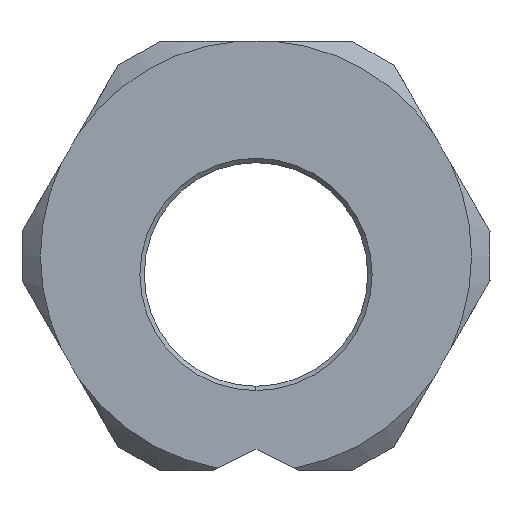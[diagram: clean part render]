
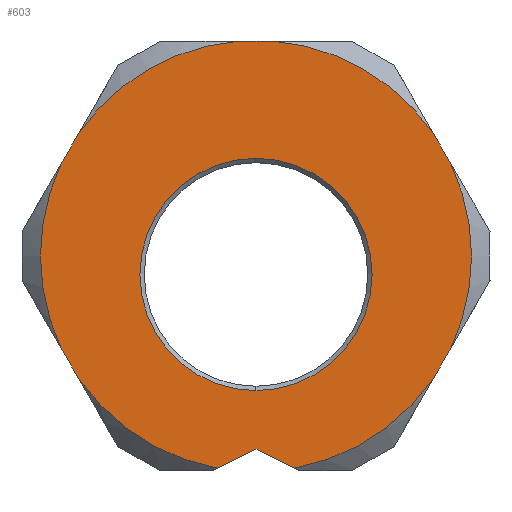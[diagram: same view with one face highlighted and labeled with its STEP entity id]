
A CAD part, front view. The second image highlights one B-rep face of the part: STEP entity #603.
In plain terms, the highlighted planar face has unit normal (0, -1, 0).
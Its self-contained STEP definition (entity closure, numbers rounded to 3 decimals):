
#7 = VERTEX_POINT ( 'NONE', #24 ) ;
#24 = CARTESIAN_POINT ( 'NONE',  ( 0., 0., 2.25 ) ) ;
#32 = EDGE_CURVE ( 'NONE', #1342, #1104, #451, .T. ) ;
#70 = DIRECTION ( 'NONE',  ( 0., 1., 0. ) ) ;
#74 = ORIENTED_EDGE ( 'NONE', *, *, #732, .F. ) ;
#90 = DIRECTION ( 'NONE',  ( 0., 0., 1. ) ) ;
#92 = LINE ( 'NONE', #502, #1033 ) ;
#97 = CARTESIAN_POINT ( 'NONE',  ( -4.089, 0., -2.817 ) ) ;
#110 = VERTEX_POINT ( 'NONE', #1219 ) ;
#118 = DIRECTION ( 'NONE',  ( 0.894, 0., -0.447 ) ) ;
#126 = CIRCLE ( 'NONE', #1245, 4.966 ) ;
#128 = CARTESIAN_POINT ( 'NONE',  ( 0., 0., -0.425 ) ) ;
#163 = VERTEX_POINT ( 'NONE', #1022 ) ;
#165 = CARTESIAN_POINT ( 'NONE',  ( 0., 0., -3.1 ) ) ;
#168 = ORIENTED_EDGE ( 'NONE', *, *, #1287, .F. ) ;
#171 = FACE_OUTER_BOUND ( 'NONE', #1306, .T. ) ;
#173 = AXIS2_PLACEMENT_3D ( 'NONE', #1046, #229, #425 ) ;
#192 = CARTESIAN_POINT ( 'NONE',  ( 0., 0., 0. ) ) ;
#193 = VERTEX_POINT ( 'NONE', #339 ) ;
#196 = AXIS2_PLACEMENT_3D ( 'NONE', #327, #1347, #90 ) ;
#197 = LINE ( 'NONE', #1167, #1212 ) ;
#209 = LINE ( 'NONE', #859, #1142 ) ;
#223 = ORIENTED_EDGE ( 'NONE', *, *, #964, .F. ) ;
#228 = DIRECTION ( 'NONE',  ( 0., 1., 0. ) ) ;
#229 = DIRECTION ( 'NONE',  ( 0., 1., 0. ) ) ;
#239 = AXIS2_PLACEMENT_3D ( 'NONE', #192, #1121, #615 ) ;
#244 = EDGE_CURVE ( 'NONE', #110, #1342, #526, .T. ) ;
#247 = CARTESIAN_POINT ( 'NONE',  ( -2.858, 0., 4.95 ) ) ;
#254 = CARTESIAN_POINT ( 'NONE',  ( 0.876, 0., -4.888 ) ) ;
#256 = DIRECTION ( 'NONE',  ( 0., 1., 0. ) ) ;
#265 = DIRECTION ( 'NONE',  ( -0.5, 0., -0.866 ) ) ;
#267 = ORIENTED_EDGE ( 'NONE', *, *, #1307, .T. ) ;
#297 = DIRECTION ( 'NONE',  ( 0.5, 0., 0.866 ) ) ;
#301 = CIRCLE ( 'NONE', #1052, 4.966 ) ;
#322 = EDGE_LOOP ( 'NONE', ( #690, #267 ) ) ;
#327 = CARTESIAN_POINT ( 'NONE',  ( 0., 0., 0. ) ) ;
#339 = CARTESIAN_POINT ( 'NONE',  ( 4.485, 0., 2.133 ) ) ;
#358 = CARTESIAN_POINT ( 'NONE',  ( -2.858, 0., -4.95 ) ) ;
#395 = VECTOR ( 'NONE', #265, 1000. ) ;
#396 = CIRCLE ( 'NONE', #1127, 4.966 ) ;
#410 = VECTOR ( 'NONE', #561, 1000. ) ;
#425 = DIRECTION ( 'NONE',  ( 0., 0., 1. ) ) ;
#432 = LINE ( 'NONE', #1061, #1233 ) ;
#445 = EDGE_CURVE ( 'NONE', #1122, #163, #784, .T. ) ;
#451 = LINE ( 'NONE', #247, #410 ) ;
#452 = DIRECTION ( 'NONE',  ( -0.5, 0., 0.866 ) ) ;
#476 = CARTESIAN_POINT ( 'NONE',  ( 5.716, 0., 0. ) ) ;
#497 = EDGE_CURVE ( 'NONE', #991, #110, #92, .T. ) ;
#502 = CARTESIAN_POINT ( 'NONE',  ( -5.716, 0., 0. ) ) ;
#526 = CIRCLE ( 'NONE', #173, 4.966 ) ;
#561 = DIRECTION ( 'NONE',  ( 1., 0., 0. ) ) ;
#562 = CARTESIAN_POINT ( 'NONE',  ( 0., 0., -4.45 ) ) ;
#573 = EDGE_CURVE ( 'NONE', #193, #1122, #301, .T. ) ;
#601 = ORIENTED_EDGE ( 'NONE', *, *, #1123, .F. ) ;
#603 = ADVANCED_FACE ( 'NONE', ( #719, #171 ), #1136, .F. ) ;
#615 = DIRECTION ( 'NONE',  ( 0., 0., 1. ) ) ;
#621 = CARTESIAN_POINT ( 'NONE',  ( -4.485, 0., -2.133 ) ) ;
#631 = CARTESIAN_POINT ( 'NONE',  ( -4.485, 0., 2.133 ) ) ;
#646 = EDGE_CURVE ( 'NONE', #1209, #7, #855, .T. ) ;
#661 = CIRCLE ( 'NONE', #196, 4.966 ) ;
#663 = CIRCLE ( 'NONE', #750, 2.675 ) ;
#672 = CARTESIAN_POINT ( 'NONE',  ( 0., 0., 0. ) ) ;
#680 = DIRECTION ( 'NONE',  ( 0., 0., 1. ) ) ;
#684 = LINE ( 'NONE', #358, #1105 ) ;
#686 = ORIENTED_EDGE ( 'NONE', *, *, #445, .F. ) ;
#690 = ORIENTED_EDGE ( 'NONE', *, *, #646, .T. ) ;
#719 = FACE_BOUND ( 'NONE', #322, .T. ) ;
#727 = VERTEX_POINT ( 'NONE', #97 ) ;
#732 = EDGE_CURVE ( 'NONE', #1244, #991, #970, .T. ) ;
#750 = AXIS2_PLACEMENT_3D ( 'NONE', #1156, #753, #1163 ) ;
#753 = DIRECTION ( 'NONE',  ( 0., 1., 0. ) ) ;
#768 = AXIS2_PLACEMENT_3D ( 'NONE', #1169, #228, #1070 ) ;
#774 = EDGE_CURVE ( 'NONE', #163, #1166, #126, .T. ) ;
#784 = LINE ( 'NONE', #476, #395 ) ;
#785 = ORIENTED_EDGE ( 'NONE', *, *, #961, .T. ) ;
#795 = ORIENTED_EDGE ( 'NONE', *, *, #972, .T. ) ;
#810 = DIRECTION ( 'NONE',  ( 0., 0., 1. ) ) ;
#819 = ORIENTED_EDGE ( 'NONE', *, *, #32, .F. ) ;
#836 = DIRECTION ( 'NONE',  ( 0., 1., 0. ) ) ;
#849 = ORIENTED_EDGE ( 'NONE', *, *, #244, .F. ) ;
#850 = CARTESIAN_POINT ( 'NONE',  ( 0., 0., 0. ) ) ;
#854 = VERTEX_POINT ( 'NONE', #1024 ) ;
#855 = CIRCLE ( 'NONE', #1162, 2.675 ) ;
#859 = CARTESIAN_POINT ( 'NONE',  ( -1.78, 0., -3.56 ) ) ;
#866 = CARTESIAN_POINT ( 'NONE',  ( 4.485, 0., -2.133 ) ) ;
#908 = ORIENTED_EDGE ( 'NONE', *, *, #573, .F. ) ;
#952 = CARTESIAN_POINT ( 'NONE',  ( -0.395, 0., 4.95 ) ) ;
#961 = EDGE_CURVE ( 'NONE', #1109, #1166, #209, .T. ) ;
#964 = EDGE_CURVE ( 'NONE', #1104, #854, #396, .T. ) ;
#970 = CIRCLE ( 'NONE', #768, 4.966 ) ;
#972 = EDGE_CURVE ( 'NONE', #1118, #1109, #197, .T. ) ;
#980 = CARTESIAN_POINT ( 'NONE',  ( 0.395, 0., 4.95 ) ) ;
#991 = VERTEX_POINT ( 'NONE', #631 ) ;
#997 = EDGE_CURVE ( 'NONE', #1118, #727, #661, .T. ) ;
#1022 = CARTESIAN_POINT ( 'NONE',  ( 4.089, 0., -2.817 ) ) ;
#1024 = CARTESIAN_POINT ( 'NONE',  ( 4.089, 0., 2.817 ) ) ;
#1033 = VECTOR ( 'NONE', #297, 1000. ) ;
#1046 = CARTESIAN_POINT ( 'NONE',  ( 0., 0., 0. ) ) ;
#1052 = AXIS2_PLACEMENT_3D ( 'NONE', #1339, #70, #810 ) ;
#1060 = DIRECTION ( 'NONE',  ( 0., 0., 1. ) ) ;
#1061 = CARTESIAN_POINT ( 'NONE',  ( 2.858, 0., 4.95 ) ) ;
#1069 = DIRECTION ( 'NONE',  ( 0.5, 0., -0.866 ) ) ;
#1070 = DIRECTION ( 'NONE',  ( 0., 0., 1. ) ) ;
#1077 = CARTESIAN_POINT ( 'NONE',  ( -0.876, 0., -4.888 ) ) ;
#1104 = VERTEX_POINT ( 'NONE', #980 ) ;
#1105 = VECTOR ( 'NONE', #452, 1000. ) ;
#1109 = VERTEX_POINT ( 'NONE', #562 ) ;
#1118 = VERTEX_POINT ( 'NONE', #1077 ) ;
#1121 = DIRECTION ( 'NONE',  ( 0., 1., 0. ) ) ;
#1122 = VERTEX_POINT ( 'NONE', #866 ) ;
#1123 = EDGE_CURVE ( 'NONE', #727, #1244, #684, .T. ) ;
#1127 = AXIS2_PLACEMENT_3D ( 'NONE', #850, #1267, #1060 ) ;
#1136 = PLANE ( 'NONE',  #239 ) ;
#1142 = VECTOR ( 'NONE', #118, 1000. ) ;
#1148 = DIRECTION ( 'NONE',  ( 0.894, 0., 0.447 ) ) ;
#1156 = CARTESIAN_POINT ( 'NONE',  ( 0., 0., -0.425 ) ) ;
#1159 = ORIENTED_EDGE ( 'NONE', *, *, #997, .F. ) ;
#1162 = AXIS2_PLACEMENT_3D ( 'NONE', #128, #836, #1264 ) ;
#1163 = DIRECTION ( 'NONE',  ( 0., 0., 1. ) ) ;
#1166 = VERTEX_POINT ( 'NONE', #254 ) ;
#1167 = CARTESIAN_POINT ( 'NONE',  ( 1.78, 0., -3.56 ) ) ;
#1169 = CARTESIAN_POINT ( 'NONE',  ( 0., 0., 0. ) ) ;
#1178 = ORIENTED_EDGE ( 'NONE', *, *, #774, .F. ) ;
#1209 = VERTEX_POINT ( 'NONE', #165 ) ;
#1212 = VECTOR ( 'NONE', #1148, 1000. ) ;
#1219 = CARTESIAN_POINT ( 'NONE',  ( -4.089, 0., 2.817 ) ) ;
#1224 = ORIENTED_EDGE ( 'NONE', *, *, #497, .F. ) ;
#1233 = VECTOR ( 'NONE', #1069, 1000. ) ;
#1244 = VERTEX_POINT ( 'NONE', #621 ) ;
#1245 = AXIS2_PLACEMENT_3D ( 'NONE', #672, #256, #680 ) ;
#1264 = DIRECTION ( 'NONE',  ( 0., 0., 1. ) ) ;
#1267 = DIRECTION ( 'NONE',  ( 0., 1., 0. ) ) ;
#1287 = EDGE_CURVE ( 'NONE', #854, #193, #432, .T. ) ;
#1306 = EDGE_LOOP ( 'NONE', ( #1159, #795, #785, #1178, #686, #908, #168, #223, #819, #849, #1224, #74, #601 ) ) ;
#1307 = EDGE_CURVE ( 'NONE', #7, #1209, #663, .T. ) ;
#1339 = CARTESIAN_POINT ( 'NONE',  ( 0., 0., 0. ) ) ;
#1342 = VERTEX_POINT ( 'NONE', #952 ) ;
#1347 = DIRECTION ( 'NONE',  ( 0., 1., 0. ) ) ;
